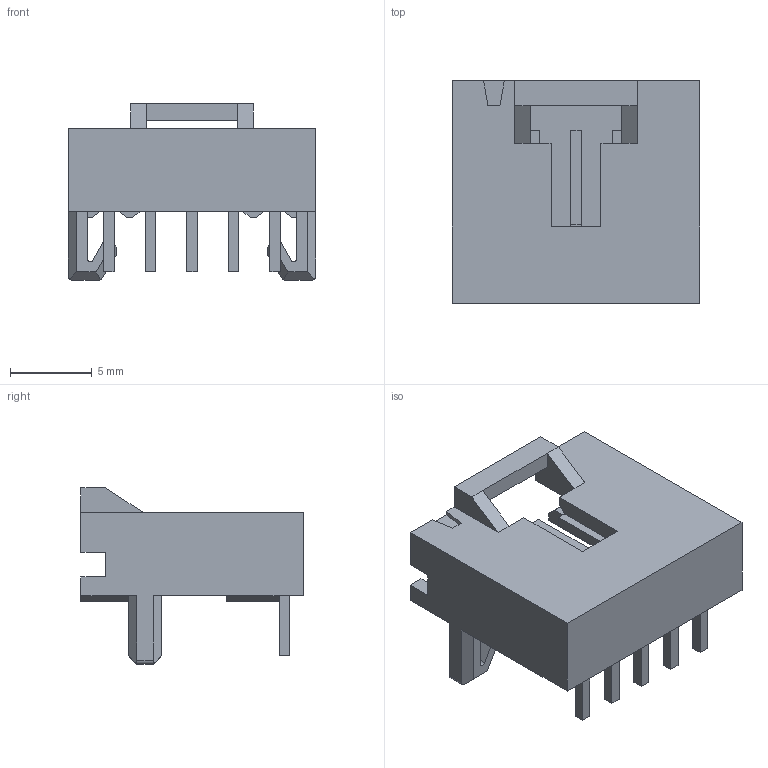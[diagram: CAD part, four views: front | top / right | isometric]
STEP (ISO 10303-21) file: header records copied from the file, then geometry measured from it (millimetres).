
FILE_DESCRIPTION(('FreeCAD Model'),'2;1');
FILE_NAME('TE_AMPMODU-MTE_5-103672-4.step', '2018-12-03T13:32:10',('kicad StepUp'),('ksu MCAD'), 'Open CASCADE STEP processor 7.2','FreeCAD','Unknown');
FILE_SCHEMA(('AUTOMOTIVE_DESIGN { 1 0 10303 214 1 1 1 1 }'));
Length unit declared in the file: millimetre
Products named in the file (1): TE_AMPMODU-MTE_5-103672-4
Bounding box: 15.11 x 13.59 x 10.79 mm (x, y, z)
Volume: 682.5 mm3; surface area: 1159.8 mm2
Topology: 1 solids, 1 shells, 176 faces, 488 edges, 322 vertices
Faces by surface type: plane 168, cylinder 8
Entity records: 6773 total; most frequent: CARTESIAN_POINT 1043, ORIENTED_EDGE 976, DIRECTION 834, EDGE_CURVE 488, LINE 464, VECTOR 464, VERTEX_POINT 322, FACE_BOUND 186
